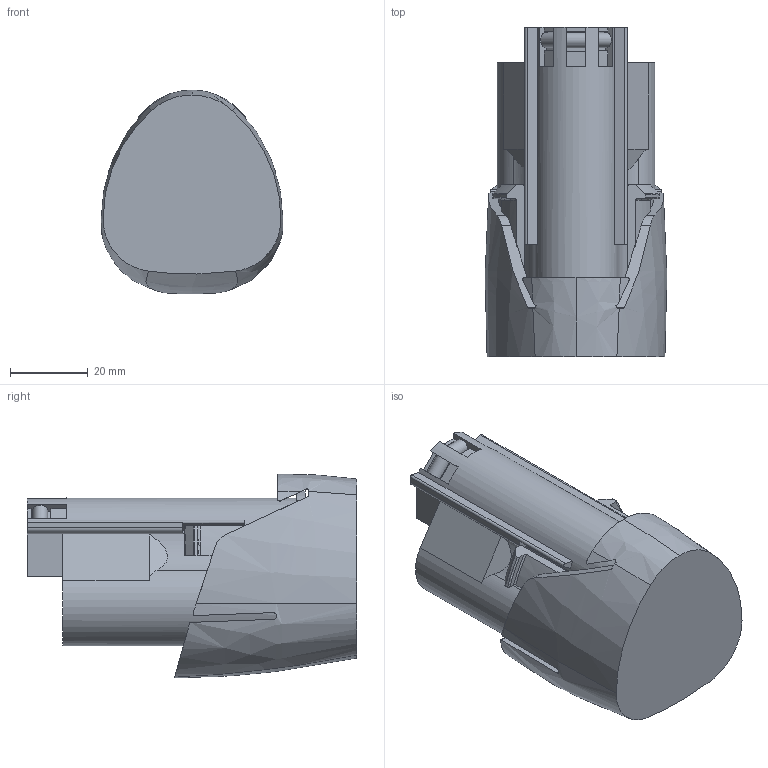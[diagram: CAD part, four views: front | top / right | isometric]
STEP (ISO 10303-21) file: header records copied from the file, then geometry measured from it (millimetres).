
FILE_DESCRIPTION(/* description */ (''),/* implementation_level */ '2;1');
FILE_NAME(/* name */ 'Milwaukee M12 battery.step',/* time_stamp */ '2025-11-18T10:55:32-05:00',/* author */ (''),/* organization */ (''),/* preprocessor_version */ 'ST-DEVELOPER v20.1',/* originating_system */ 'Autodesk Translation Framework v14.21.0.0',/* authorisation */ '');
FILE_SCHEMA (('AUTOMOTIVE_DESIGN { 1 0 10303 214 3 1 1 }'));
Length unit declared in the file: inch
Products named in the file (2): Milwalukee M12 drill battery - 8-30-18; Milwalukee M12 drill battery - case 8-30-18
Assembly tree (1 placements, depth 2):
  Milwalukee M12 drill battery - 8-30-18
    Milwalukee M12 drill battery - case 8-30-18
Bounding box: 46.73 x 84.71 x 52.42 mm (x, y, z)
Volume: 102073 mm3; surface area: 27822.6 mm2
Topology: 2 solids, 2 shells, 167 faces, 471 edges, 312 vertices
Faces by surface type: plane 100, cylinder 35, bspline 20, torus 10, cone 2
Entity records: 8737 total; most frequent: CARTESIAN_POINT 4553, ORIENTED_EDGE 942, DIRECTION 725, EDGE_CURVE 471, VERTEX_POINT 312, LINE 253, VECTOR 253, AXIS2_PLACEMENT_3D 236
